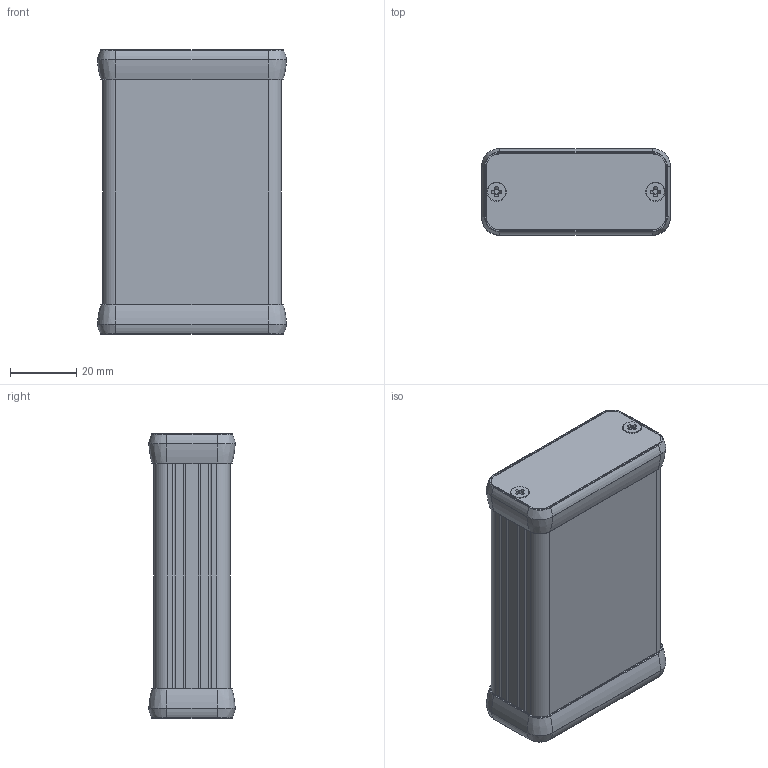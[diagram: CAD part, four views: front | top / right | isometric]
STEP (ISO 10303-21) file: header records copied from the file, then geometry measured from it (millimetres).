
FILE_DESCRIPTION(/* description */ (''),/* implementation_level */ '2;1');
FILE_NAME(/* name */ '1455C801.stp',/* time_stamp */ '2022-09-27T07:57:51-04:00',/* author */ ('avernon'),/* organization */ (''),/* preprocessor_version */ 'ST-DEVELOPER v19',/* originating_system */ 'Autodesk Inventor 2023',/* authorisation */ '');
FILE_SCHEMA (('AUTOMOTIVE_DESIGN { 1 0 10303 214 3 1 1 }'));
Products named in the file (5): 1455C End Plate; C Extrusion; C Bezel Open; C End Plate; 1455 screw
Assembly tree (9 placements, depth 2):
  1455C End Plate
    C Extrusion
    C Bezel Open  x2
    C End Plate  x2
    1455 screw  x4
Bounding box: 57.13 x 26.13 x 86.2 mm (x, y, z)
Volume: 27997.3 mm3; surface area: 40253.9 mm2
Topology: 9 solids, 9 shells, 346 faces, 884 edges, 564 vertices
Faces by surface type: plane 140, cylinder 134, cone 32, torus 24, bspline 16
Full cylindrical faces by diameter (mm): 3.5 x8, 4.191 x4
Entity records: 6605 total; most frequent: CARTESIAN_POINT 1181, DIRECTION 1161, ORIENTED_EDGE 1072, EDGE_CURVE 536, AXIS2_PLACEMENT_3D 425, VERTEX_POINT 345, LINE 311, VECTOR 311
